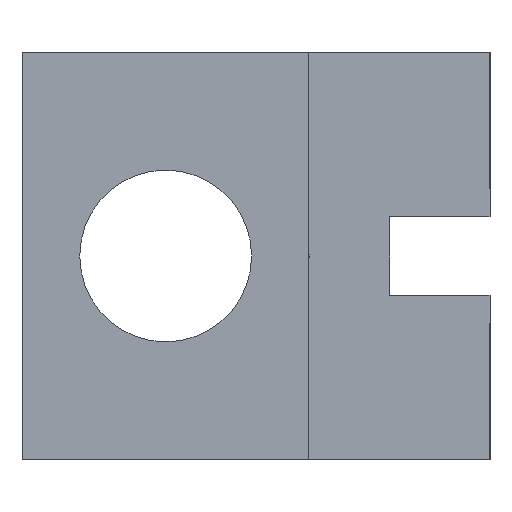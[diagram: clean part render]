
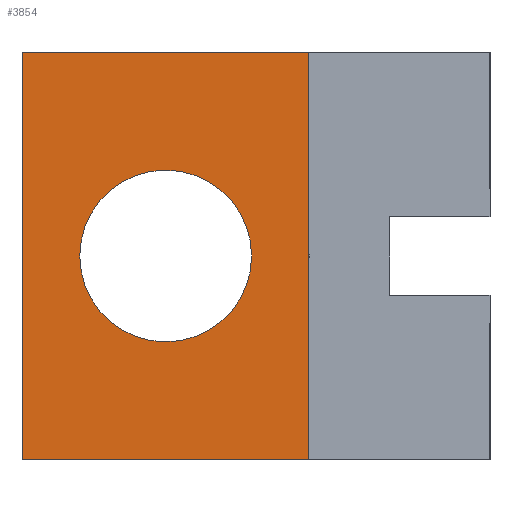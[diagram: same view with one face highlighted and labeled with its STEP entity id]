
A CAD part, front view. The second image highlights one B-rep face of the part: STEP entity #3854.
In plain terms, the highlighted planar face has unit normal (0, -1, 0).
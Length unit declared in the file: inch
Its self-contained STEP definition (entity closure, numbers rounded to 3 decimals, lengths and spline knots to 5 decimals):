
#7 = LINE ( 'NONE', #2124, #1501 ) ;
#71 = PLANE ( 'NONE',  #3879 ) ;
#117 = CARTESIAN_POINT ( 'NONE',  ( 0., 0., 0.37 ) ) ;
#137 = VERTEX_POINT ( 'NONE', #1750 ) ;
#145 = DIRECTION ( 'NONE',  ( 0., -1., 0. ) ) ;
#171 = AXIS2_PLACEMENT_3D ( 'NONE', #1701, #2924, #2307 ) ;
#247 = CIRCLE ( 'NONE', #751, 0.078 ) ;
#355 = DIRECTION ( 'NONE',  ( 0., 1., 0. ) ) ;
#489 = VECTOR ( 'NONE', #806, 39.37008 ) ;
#516 = VECTOR ( 'NONE', #1015, 39.37008 ) ;
#607 = DIRECTION ( 'NONE',  ( 1., 0., 0. ) ) ;
#702 = VERTEX_POINT ( 'NONE', #1274 ) ;
#713 = CARTESIAN_POINT ( 'NONE',  ( 0.2605, 0., 0. ) ) ;
#742 = EDGE_LOOP ( 'NONE', ( #3597, #3097, #894, #3277 ) ) ;
#751 = AXIS2_PLACEMENT_3D ( 'NONE', #2873, #145, #1008 ) ;
#806 = DIRECTION ( 'NONE',  ( 0., 0., -1. ) ) ;
#894 = ORIENTED_EDGE ( 'NONE', *, *, #2184, .F. ) ;
#940 = FACE_OUTER_BOUND ( 'NONE', #742, .T. ) ;
#981 = EDGE_CURVE ( 'NONE', #137, #702, #1618, .T. ) ;
#1008 = DIRECTION ( 'NONE',  ( -1., 0., 0. ) ) ;
#1015 = DIRECTION ( 'NONE',  ( 1., 0., 0. ) ) ;
#1230 = EDGE_CURVE ( 'NONE', #2967, #1260, #2243, .T. ) ;
#1246 = CARTESIAN_POINT ( 'NONE',  ( 0.2605, 0., 0.37 ) ) ;
#1260 = VERTEX_POINT ( 'NONE', #1613 ) ;
#1266 = CARTESIAN_POINT ( 'NONE',  ( 0., 0., 0.37 ) ) ;
#1274 = CARTESIAN_POINT ( 'NONE',  ( 0.1305, 0., 0.263 ) ) ;
#1313 = ORIENTED_EDGE ( 'NONE', *, *, #1980, .F. ) ;
#1464 = EDGE_LOOP ( 'NONE', ( #1313, #2325 ) ) ;
#1501 = VECTOR ( 'NONE', #607, 39.37008 ) ;
#1613 = CARTESIAN_POINT ( 'NONE',  ( 0., 0., 0. ) ) ;
#1618 = CIRCLE ( 'NONE', #171, 0.078 ) ;
#1701 = CARTESIAN_POINT ( 'NONE',  ( 0.1305, 0., 0.185 ) ) ;
#1750 = CARTESIAN_POINT ( 'NONE',  ( 0.1305, 0., 0.107 ) ) ;
#1893 = DIRECTION ( 'NONE',  ( -1., 0., 0. ) ) ;
#1980 = EDGE_CURVE ( 'NONE', #702, #137, #247, .T. ) ;
#2021 = CARTESIAN_POINT ( 'NONE',  ( 0., 0., 0. ) ) ;
#2124 = CARTESIAN_POINT ( 'NONE',  ( 0., 0., 0.37 ) ) ;
#2184 = EDGE_CURVE ( 'NONE', #2967, #3872, #7, .T. ) ;
#2243 = LINE ( 'NONE', #2264, #3343 ) ;
#2264 = CARTESIAN_POINT ( 'NONE',  ( 0., 0., 0.37 ) ) ;
#2291 = EDGE_CURVE ( 'NONE', #3872, #3701, #3906, .T. ) ;
#2307 = DIRECTION ( 'NONE',  ( -1., 0., 0. ) ) ;
#2325 = ORIENTED_EDGE ( 'NONE', *, *, #981, .F. ) ;
#2774 = FACE_BOUND ( 'NONE', #1464, .T. ) ;
#2873 = CARTESIAN_POINT ( 'NONE',  ( 0.1305, 0., 0.185 ) ) ;
#2924 = DIRECTION ( 'NONE',  ( 0., -1., 0. ) ) ;
#2967 = VERTEX_POINT ( 'NONE', #117 ) ;
#3097 = ORIENTED_EDGE ( 'NONE', *, *, #2291, .F. ) ;
#3277 = ORIENTED_EDGE ( 'NONE', *, *, #1230, .T. ) ;
#3279 = EDGE_CURVE ( 'NONE', #1260, #3701, #3787, .T. ) ;
#3343 = VECTOR ( 'NONE', #3453, 39.37008 ) ;
#3453 = DIRECTION ( 'NONE',  ( 0., 0., -1. ) ) ;
#3533 = CARTESIAN_POINT ( 'NONE',  ( 0.2605, 0., 0.37 ) ) ;
#3597 = ORIENTED_EDGE ( 'NONE', *, *, #3279, .T. ) ;
#3701 = VERTEX_POINT ( 'NONE', #713 ) ;
#3787 = LINE ( 'NONE', #2021, #516 ) ;
#3854 = ADVANCED_FACE ( 'NONE', ( #940, #2774 ), #71, .F. ) ;
#3872 = VERTEX_POINT ( 'NONE', #1246 ) ;
#3879 = AXIS2_PLACEMENT_3D ( 'NONE', #1266, #355, #1893 ) ;
#3906 = LINE ( 'NONE', #3533, #489 ) ;
